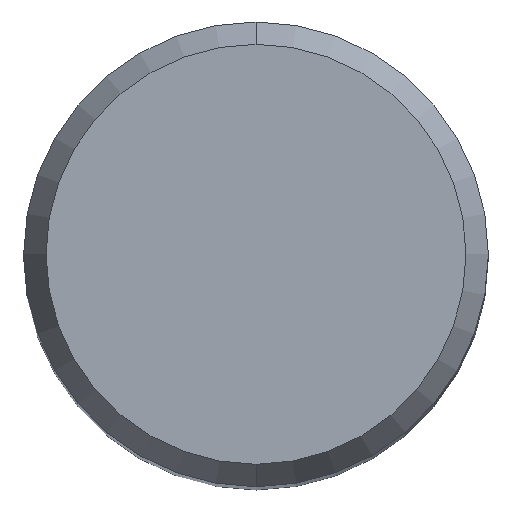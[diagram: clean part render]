
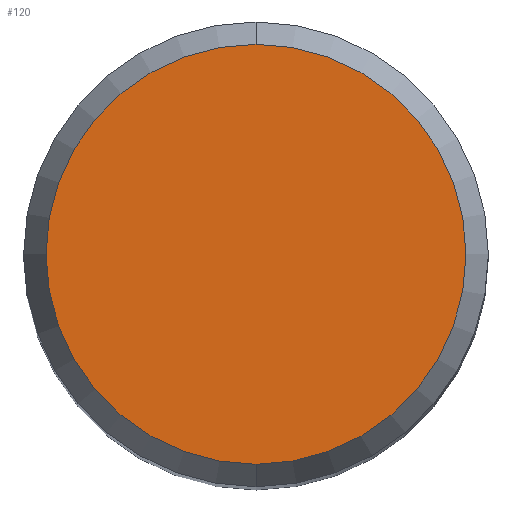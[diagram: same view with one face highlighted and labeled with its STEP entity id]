
A CAD part, top view. The second image highlights one B-rep face of the part: STEP entity #120.
In plain terms, the highlighted planar face has unit normal (0, 0, 1).
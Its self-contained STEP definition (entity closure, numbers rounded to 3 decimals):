
#106=VERTEX_POINT('',#246);
#120=ADVANCED_FACE('',(#260),#261,.T.);
#124=EDGE_CURVE('',#106,#158,#265,.T.);
#158=VERTEX_POINT('',#303);
#174=EDGE_CURVE('',#158,#106,#321,.T.);
#246=CARTESIAN_POINT('',(0.0,4.304,0.01));
#260=FACE_OUTER_BOUND('',#412,.T.);
#261=PLANE('',#413);
#265=CIRCLE('',#420,4.304);
#303=CARTESIAN_POINT('',(0.,-4.304,0.01));
#321=CIRCLE('',#488,4.304);
#412=EDGE_LOOP('',(#574,#575));
#413=AXIS2_PLACEMENT_3D('',#576,#577,#578);
#420=AXIS2_PLACEMENT_3D('',#580,#581,#582);
#488=AXIS2_PLACEMENT_3D('',#644,#645,#646);
#574=ORIENTED_EDGE('',*,*,#124,.F.);
#575=ORIENTED_EDGE('',*,*,#174,.F.);
#576=CARTESIAN_POINT('',(0.0,2.152,0.01));
#577=DIRECTION('',(-0.0,0.0,1.0));
#578=DIRECTION('',(0.0,-1.0,0.0));
#580=CARTESIAN_POINT('',(0.0,0.0,0.01));
#581=DIRECTION('',(0.0,0.0,-1.0));
#582=DIRECTION('',(0.0,1.0,0.0));
#644=CARTESIAN_POINT('',(0.0,0.0,0.01));
#645=DIRECTION('',(0.0,0.0,-1.0));
#646=DIRECTION('',(0.0,1.0,0.0));
